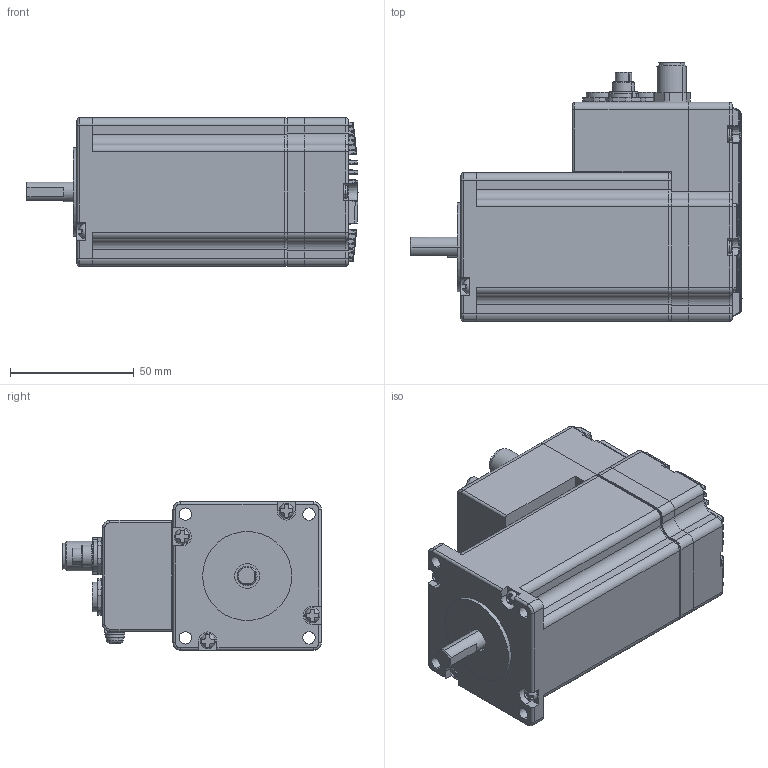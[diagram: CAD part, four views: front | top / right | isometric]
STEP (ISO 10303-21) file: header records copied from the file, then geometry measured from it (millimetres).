
FILE_DESCRIPTION (( 'STEP AP203' ), '1' );
FILE_NAME ('P119-MO-060-03-R00.STEP', '2020-04-27T02:14:53', ( '' ), ( '' ), 'SwSTEP 2.0', 'SolidWorks 2018', '' );
FILE_SCHEMA (( 'CONFIG_CONTROL_DESIGN' ));
Length unit declared in the file: millimetre
Products named in the file (27): pan cross head_ks_KS 1023 PC- M3 x 20-N; 60EC-PCB2-01; M119-EC-042-03-R00; spring lock washer_2_jis_JIS B 1251 No.2 4; M119-EC-060-01-R00; small circular plain washer_jis_JIS B 1256 Small circular 4; sams; M117-MO-060-03-R00; P119-MO-060-03-R00; 791091003; pan cross head_ks_KS 1023 PC- M3 x 25-N; 09-0408-30-03(鱔褐)-2; 60EC-PCB1-01; 56EC-PCB3-01; 20PS-JMCS-G-1B-TF(N); 09-0408-30-03(鱔褐)-1; 目池磐-家南-4P(傈盔)_荐 (09-0411-30-04)-2; 877600816; 42EC-PCB3-01; pan cross head_ks_KS 1023 PC- M4 x 6-N; 目池磐-家南-4P(傈盔)_荐 (09-0411-30-04)-1; M119-EC-056-03-R00; 20R-JMCS-G-B-TF(NSA); KMG; 86_1031_1100_00012-1; M119-EC-060-02-R02; 86_1031_1100_00012-2
Assembly tree (35 placements, depth 3):
  P119-MO-060-03-R00
    60EC-PCB1-01
    pan cross head_ks_KS 1023 PC- M3 x 20-N  x2
    pan cross head_ks_KS 1023 PC- M3 x 25-N  x3
    KMG
    M119-EC-060-01-R00
    M119-EC-060-02-R02
    M119-EC-042-03-R00
    09-0408-30-03(鱔褐)-1  x2
    09-0408-30-03(鱔褐)-2  x2
    目池磐-家南-4P(傈盔)_荐 (09-0411-30-04)-1
    目池磐-家南-4P(傈盔)_荐 (09-0411-30-04)-2
    86_1031_1100_00012-1
    86_1031_1100_00012-2
    42EC-PCB3-01
    56EC-PCB3-01
    60EC-PCB2-01
    877600816  x2
    20PS-JMCS-G-1B-TF(N)  x2
    20R-JMCS-G-B-TF(NSA)  x2
    791091003  x2
    M117-MO-060-03-R00
    M119-EC-056-03-R00
    sams
      small circular plain washer_jis_JIS B 1256 Small circular 4
      spring lock washer_2_jis_JIS B 1251 No.2 4
      pan cross head_ks_KS 1023 PC- M4 x 6-N
Bounding box: 134.2 x 104.6 x 60 mm (x, y, z)
Volume: 351690.5 mm3; surface area: 109058.9 mm2
Topology: 35 solids, 35 shells, 4899 faces, 12874 edges, 8172 vertices
Faces by surface type: plane 2959, cylinder 1166, bspline 331, cone 296, sphere 74, torus 73
Entity records: 115277 total; most frequent: CARTESIAN_POINT 29095, ORIENTED_EDGE 17754, DIRECTION 16849, EDGE_CURVE 8877, VECTOR 5685, LINE 5685, VERTEX_POINT 5632, AXIS2_PLACEMENT_3D 5582
